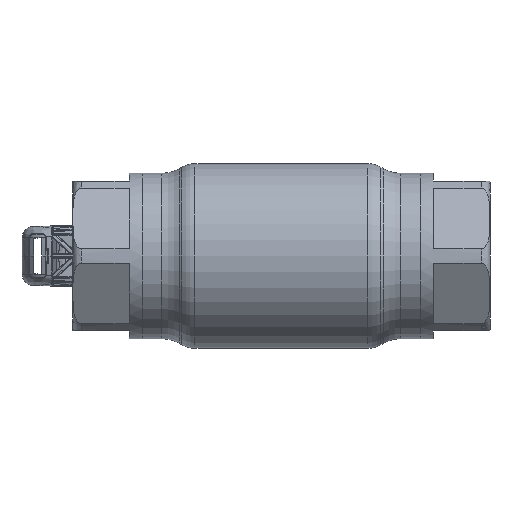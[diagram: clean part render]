
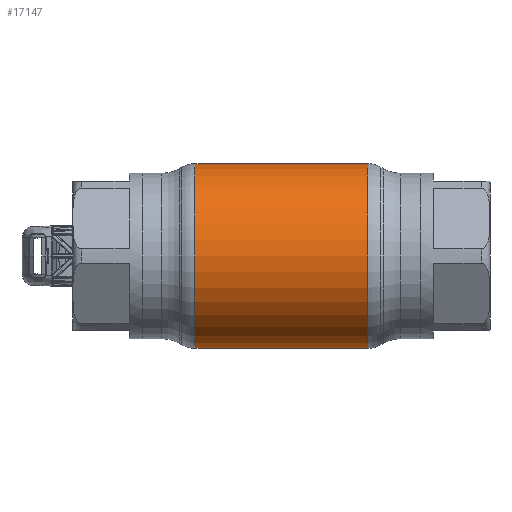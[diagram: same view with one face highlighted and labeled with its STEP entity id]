
A CAD part, front view. The second image highlights one B-rep face of the part: STEP entity #17147.
In plain terms, the highlighted cylindrical face has radius 42.5 mm (diameter 85 mm), a partial arc.
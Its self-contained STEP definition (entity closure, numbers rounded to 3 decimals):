
#1350 = CARTESIAN_POINT ( 'NONE',  ( 39.749, 0., 0. ) ) ;
#1826 = AXIS2_PLACEMENT_3D ( 'NONE', #46839, #36575, #11879 ) ;
#2541 = CYLINDRICAL_SURFACE ( 'NONE', #57628, 42.5 ) ;
#2627 = EDGE_LOOP ( 'NONE', ( #8262, #20223, #19203, #47223 ) ) ;
#6011 = CARTESIAN_POINT ( 'NONE',  ( -62.69, 0., 42.5 ) ) ;
#8079 = EDGE_CURVE ( 'NONE', #47291, #39587, #44834, .T. ) ;
#8262 = ORIENTED_EDGE ( 'NONE', *, *, #27080, .F. ) ;
#11454 = EDGE_CURVE ( 'NONE', #59449, #39587, #19420, .T. ) ;
#11879 = DIRECTION ( 'NONE',  ( 0., 0., 1. ) ) ;
#13754 = DIRECTION ( 'NONE',  ( -1., 0., 0. ) ) ;
#14706 = CARTESIAN_POINT ( 'NONE',  ( 39.749, 0., 42.5 ) ) ;
#17147 = ADVANCED_FACE ( 'NONE', ( #20499 ), #2541, .T. ) ;
#19203 = ORIENTED_EDGE ( 'NONE', *, *, #11454, .T. ) ;
#19420 = LINE ( 'NONE', #6011, #34383 ) ;
#20223 = ORIENTED_EDGE ( 'NONE', *, *, #50366, .T. ) ;
#20499 = FACE_OUTER_BOUND ( 'NONE', #2627, .T. ) ;
#20755 = CARTESIAN_POINT ( 'NONE',  ( -39.749, 0., 42.5 ) ) ;
#26790 = DIRECTION ( 'NONE',  ( -1., 0., 0. ) ) ;
#27080 = EDGE_CURVE ( 'NONE', #29696, #47291, #47095, .T. ) ;
#29696 = VERTEX_POINT ( 'NONE', #40741 ) ;
#29789 = AXIS2_PLACEMENT_3D ( 'NONE', #1350, #37384, #37806 ) ;
#33815 = VECTOR ( 'NONE', #13754, 1000. ) ;
#33885 = CARTESIAN_POINT ( 'NONE',  ( -62.69, 0., -42.5 ) ) ;
#34383 = VECTOR ( 'NONE', #51474, 1000. ) ;
#36575 = DIRECTION ( 'NONE',  ( -1., 0., 0. ) ) ;
#37384 = DIRECTION ( 'NONE',  ( -1., 0., 0. ) ) ;
#37806 = DIRECTION ( 'NONE',  ( 0., 0., 1. ) ) ;
#39587 = VERTEX_POINT ( 'NONE', #20755 ) ;
#40741 = CARTESIAN_POINT ( 'NONE',  ( 39.749, 0., -42.5 ) ) ;
#44834 = CIRCLE ( 'NONE', #1826, 42.5 ) ;
#46839 = CARTESIAN_POINT ( 'NONE',  ( -39.749, 0., 0. ) ) ;
#47095 = LINE ( 'NONE', #33885, #33815 ) ;
#47223 = ORIENTED_EDGE ( 'NONE', *, *, #8079, .F. ) ;
#47291 = VERTEX_POINT ( 'NONE', #59763 ) ;
#49191 = CIRCLE ( 'NONE', #29789, 42.5 ) ;
#50366 = EDGE_CURVE ( 'NONE', #29696, #59449, #49191, .T. ) ;
#51474 = DIRECTION ( 'NONE',  ( -1., 0., 0. ) ) ;
#57628 = AXIS2_PLACEMENT_3D ( 'NONE', #61449, #26790, #61232 ) ;
#59449 = VERTEX_POINT ( 'NONE', #14706 ) ;
#59763 = CARTESIAN_POINT ( 'NONE',  ( -39.749, 0., -42.5 ) ) ;
#61232 = DIRECTION ( 'NONE',  ( 0., 0., 1. ) ) ;
#61449 = CARTESIAN_POINT ( 'NONE',  ( -62.69, 0., 0. ) ) ;
